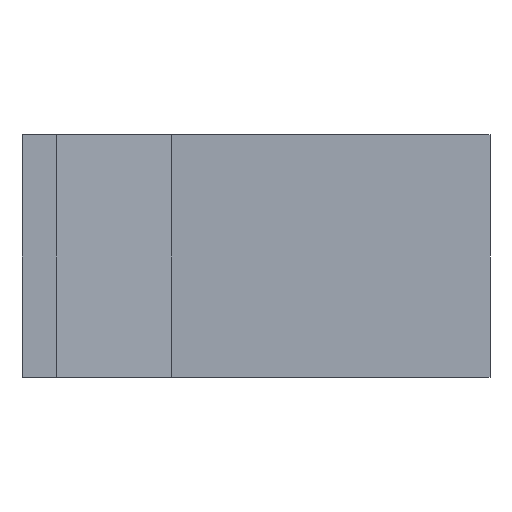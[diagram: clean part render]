
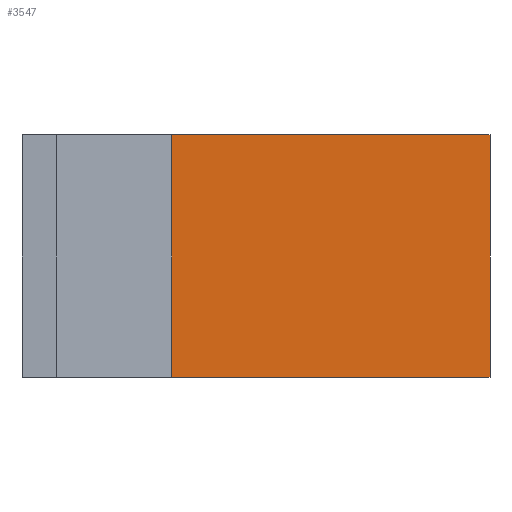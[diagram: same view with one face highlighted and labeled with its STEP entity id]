
A CAD part, left-side view. The second image highlights one B-rep face of the part: STEP entity #3547.
In plain terms, the highlighted planar face has unit normal (-1, 0, 0).
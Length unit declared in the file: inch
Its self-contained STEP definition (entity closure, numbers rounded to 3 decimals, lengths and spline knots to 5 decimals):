
#1013 = ORIENTED_EDGE ( 'NONE', *, *, #10000, .F. ) ;
#1225 = DIRECTION ( 'NONE',  ( 0., 0., -1. ) ) ;
#1313 = ORIENTED_EDGE ( 'NONE', *, *, #6005, .T. ) ;
#1583 = CARTESIAN_POINT ( 'NONE',  ( 0.22835, -1.06299, 0. ) ) ;
#2344 = CARTESIAN_POINT ( 'NONE',  ( 0.22835, 0., 0.55118 ) ) ;
#2511 = LINE ( 'NONE', #9352, #8172 ) ;
#2562 = VERTEX_POINT ( 'NONE', #7341 ) ;
#3048 = ORIENTED_EDGE ( 'NONE', *, *, #8021, .T. ) ;
#3067 = DIRECTION ( 'NONE',  ( 0., 0., -1. ) ) ;
#3547 = ADVANCED_FACE ( 'NONE', ( #3736 ), #5354, .F. ) ;
#3736 = FACE_OUTER_BOUND ( 'NONE', #5036, .T. ) ;
#4082 = DIRECTION ( 'NONE',  ( 0., 1., 0. ) ) ;
#4637 = DIRECTION ( 'NONE',  ( 0., 1., 0. ) ) ;
#4728 = VERTEX_POINT ( 'NONE', #9348 ) ;
#4732 = LINE ( 'NONE', #2344, #7014 ) ;
#5036 = EDGE_LOOP ( 'NONE', ( #3048, #1013, #9678, #1313 ) ) ;
#5354 = PLANE ( 'NONE',  #7971 ) ;
#6005 = EDGE_CURVE ( 'NONE', #6149, #4728, #4732, .T. ) ;
#6149 = VERTEX_POINT ( 'NONE', #7419 ) ;
#6372 = VECTOR ( 'NONE', #1225, 39.37008 ) ;
#6379 = VECTOR ( 'NONE', #9965, 39.37008 ) ;
#6926 = CARTESIAN_POINT ( 'NONE',  ( 0.22835, -0.3397, 0.55118 ) ) ;
#6931 = CARTESIAN_POINT ( 'NONE',  ( 0.22835, -0.3397, 0.55118 ) ) ;
#7014 = VECTOR ( 'NONE', #4637, 39.37008 ) ;
#7042 = VERTEX_POINT ( 'NONE', #1583 ) ;
#7341 = CARTESIAN_POINT ( 'NONE',  ( 0.22835, -0.3397, 0. ) ) ;
#7419 = CARTESIAN_POINT ( 'NONE',  ( 0.22835, -1.06299, 0.55118 ) ) ;
#7461 = EDGE_CURVE ( 'NONE', #6149, #7042, #9532, .T. ) ;
#7971 = AXIS2_PLACEMENT_3D ( 'NONE', #6931, #10015, #3067 ) ;
#8021 = EDGE_CURVE ( 'NONE', #4728, #2562, #8542, .T. ) ;
#8161 = CARTESIAN_POINT ( 'NONE',  ( 0.22835, -1.06299, 0.55118 ) ) ;
#8172 = VECTOR ( 'NONE', #4082, 39.37008 ) ;
#8542 = LINE ( 'NONE', #6926, #6379 ) ;
#9348 = CARTESIAN_POINT ( 'NONE',  ( 0.22835, -0.3397, 0.55118 ) ) ;
#9352 = CARTESIAN_POINT ( 'NONE',  ( 0.22835, 0., 0. ) ) ;
#9532 = LINE ( 'NONE', #8161, #6372 ) ;
#9678 = ORIENTED_EDGE ( 'NONE', *, *, #7461, .F. ) ;
#9965 = DIRECTION ( 'NONE',  ( 0., 0., -1. ) ) ;
#10000 = EDGE_CURVE ( 'NONE', #7042, #2562, #2511, .T. ) ;
#10015 = DIRECTION ( 'NONE',  ( 1., 0., 0. ) ) ;
